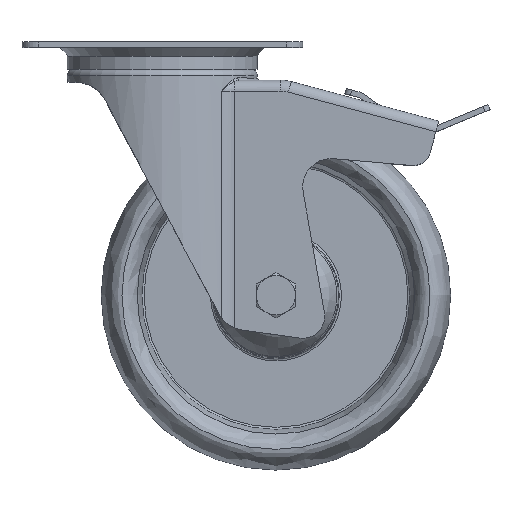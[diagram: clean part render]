
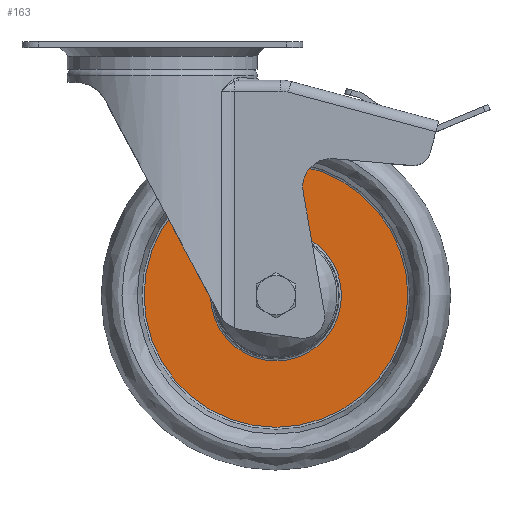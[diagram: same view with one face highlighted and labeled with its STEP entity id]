
A CAD part, top view. The second image highlights one B-rep face of the part: STEP entity #163.
In plain terms, the highlighted planar face has unit normal (0, 0, 1).
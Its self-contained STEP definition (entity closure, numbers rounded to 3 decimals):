
#163 = ADVANCED_FACE ( 'NONE', ( #3548, #3549 ), #4062, .F. ) ;
#1226 = CIRCLE ( 'NONE', #1232, 29.997 ) ;
#1232 = AXIS2_PLACEMENT_3D ( 'NONE', #7493, #7494, #7495 ) ;
#1280 = CIRCLE ( 'NONE', #1281, 60.391 ) ;
#1281 = AXIS2_PLACEMENT_3D ( 'NONE', #7575, #7576, #7577 ) ;
#1981 = ORIENTED_EDGE ( 'NONE', *, *, #8437, .F. ) ;
#1985 = ORIENTED_EDGE ( 'NONE', *, *, #8410, .T. ) ;
#3277 = EDGE_LOOP ( 'NONE', ( #1981 ) ) ;
#3278 = EDGE_LOOP ( 'NONE', ( #1985 ) ) ;
#3548 = FACE_OUTER_BOUND ( 'NONE', #3277, .T. ) ;
#3549 = FACE_BOUND ( 'NONE', #3278, .T. ) ;
#4062 = PLANE ( 'NONE',  #8146 ) ;
#4063 = CARTESIAN_POINT ( 'NONE',  ( 18.064, -23.654, 4.75 ) ) ;
#4064 = DIRECTION ( 'NONE',  ( 0., 0., -1. ) ) ;
#4065 = DIRECTION ( 'NONE',  ( -1., 0., 0. ) ) ;
#5887 = VERTEX_POINT ( 'NONE', #7726 ) ;
#5907 = VERTEX_POINT ( 'NONE', #7746 ) ;
#7493 = CARTESIAN_POINT ( 'NONE',  ( 18.064, -53.652, 4.75 ) ) ;
#7494 = DIRECTION ( 'NONE',  ( 0., 0., -1. ) ) ;
#7495 = DIRECTION ( 'NONE',  ( -1., 0., 0. ) ) ;
#7575 = CARTESIAN_POINT ( 'NONE',  ( 18.064, -53.652, 4.75 ) ) ;
#7576 = DIRECTION ( 'NONE',  ( 0., 0., -1. ) ) ;
#7577 = DIRECTION ( 'NONE',  ( -1., 0., 0. ) ) ;
#7726 = CARTESIAN_POINT ( 'NONE',  ( -11.933, -53.652, 4.75 ) ) ;
#7746 = CARTESIAN_POINT ( 'NONE',  ( -42.327, -53.652, 4.75 ) ) ;
#8146 = AXIS2_PLACEMENT_3D ( 'NONE', #4063, #4064, #4065 ) ;
#8410 = EDGE_CURVE ( 'NONE', #5887, #5887, #1226, .T. ) ;
#8437 = EDGE_CURVE ( 'NONE', #5907, #5907, #1280, .T. ) ;
